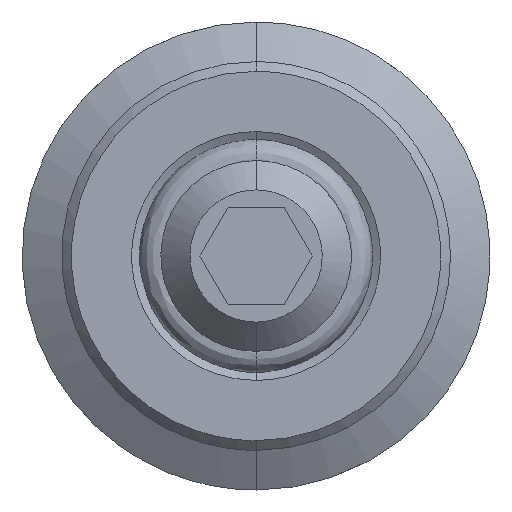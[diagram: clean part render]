
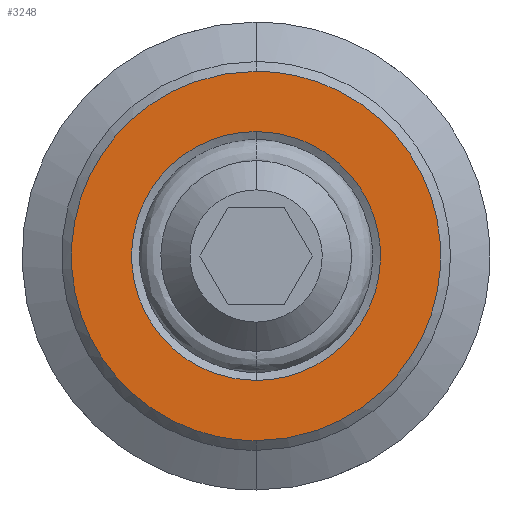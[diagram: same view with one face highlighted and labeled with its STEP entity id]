
A CAD part, front view. The second image highlights one B-rep face of the part: STEP entity #3248.
In plain terms, the highlighted free-form (B-spline) face has degree [1, 1] with [2, 2] control points.
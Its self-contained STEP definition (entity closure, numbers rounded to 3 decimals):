
#8 = CARTESIAN_POINT ( 'NONE',  ( -4.75, 4., -0.624 ) ) ;
#11 = CARTESIAN_POINT ( 'NONE',  ( -0.836, 4., -3.117 ) ) ;
#12 = CARTESIAN_POINT ( 'NONE',  ( 0., 4., -4.75 ) ) ;
#19 = CARTESIAN_POINT ( 'NONE',  ( 0., 4., 3.2 ) ) ;
#24 = CARTESIAN_POINT ( 'NONE',  ( -2.796, 4., -1.613 ) ) ;
#63 = CARTESIAN_POINT ( 'NONE',  ( 0.836, 4., 3.117 ) ) ;
#217 = CARTESIAN_POINT ( 'NONE',  ( -4.15, 4., -2.394 ) ) ;
#235 = CARTESIAN_POINT ( 'NONE',  ( -1.966, 4., -2.56 ) ) ;
#257 = CARTESIAN_POINT ( 'NONE',  ( -1.241, 4., 4.627 ) ) ;
#260 = CARTESIAN_POINT ( 'NONE',  ( -3.117, 4., 0.836 ) ) ;
#338 = B_SPLINE_CURVE_WITH_KNOTS ( 'NONE', 3,
 ( #19, #2306, #63, #1908, #3146, #1336, #1149, #1080, #1575, #900, #841, #1401, #854, #2096, #3130, #1356, #2696, #2109 ),
 .UNSPECIFIED., .F., .F.,
 ( 4, 2, 2, 2, 2, 2, 2, 2, 4 ),
 ( 0., 0.393, 0.785, 1.178, 1.571, 1.963, 2.356, 2.749, 3.142 ),
 .UNSPECIFIED. ) ;
#352 = VERTEX_POINT ( 'NONE', #772 ) ;
#405 = EDGE_LOOP ( 'NONE', ( #2329, #879 ) ) ;
#418 = ORIENTED_EDGE ( 'NONE', *, *, #1189, .T. ) ;
#457 = B_SPLINE_CURVE_WITH_KNOTS ( 'NONE', 3,
 ( #3327, #2259, #257, #2031, #1034, #2287, #1025, #3305, #1531, #8, #1770, #217, #1997, #730, #989, #2782, #3050, #1489 ),
 .UNSPECIFIED., .F., .F.,
 ( 4, 2, 2, 2, 2, 2, 2, 2, 4 ),
 ( 0., 0.393, 0.785, 1.178, 1.571, 1.963, 2.356, 2.749, 3.142 ),
 .UNSPECIFIED. ) ;
#484 = FACE_BOUND ( 'NONE', #1243, .T. ) ;
#512 = CARTESIAN_POINT ( 'NONE',  ( 1.241, 4., 4.627 ) ) ;
#521 = CARTESIAN_POINT ( 'NONE',  ( -1.613, 4., 2.796 ) ) ;
#530 = CARTESIAN_POINT ( 'NONE',  ( -2.56, 4., -1.966 ) ) ;
#531 = CARTESIAN_POINT ( 'NONE',  ( 0.624, 4., 4.75 ) ) ;
#683 = EDGE_CURVE ( 'NONE', #352, #1204, #2331, .T. ) ;
#722 = VERTEX_POINT ( 'NONE', #2277 ) ;
#730 = CARTESIAN_POINT ( 'NONE',  ( -2.918, 4., -3.8 ) ) ;
#744 = CARTESIAN_POINT ( 'NONE',  ( 4.15, 4., 2.394 ) ) ;
#769 = CARTESIAN_POINT ( 'NONE',  ( 3.8, 4., -2.918 ) ) ;
#772 = CARTESIAN_POINT ( 'NONE',  ( 0., 4., -3.2 ) ) ;
#784 = B_SPLINE_SURFACE_WITH_KNOTS ( 'NONE', 1, 1, ( 
 ( #2069, #2595 ),
 ( #1066, #2861 ) ),
 .UNSPECIFIED., .F., .F., .F.,
 ( 2, 2 ),
 ( 2, 2 ),
 ( 0., 1. ),
 ( 0., 1. ),
 .UNSPECIFIED. ) ;
#794 = CARTESIAN_POINT ( 'NONE',  ( -0.42, 4., -3.2 ) ) ;
#841 = CARTESIAN_POINT ( 'NONE',  ( 3.117, 4., -0.836 ) ) ;
#854 = CARTESIAN_POINT ( 'NONE',  ( 2.56, 4., -1.966 ) ) ;
#879 = ORIENTED_EDGE ( 'NONE', *, *, #1380, .T. ) ;
#900 = CARTESIAN_POINT ( 'NONE',  ( 3.2, 4., -0.42 ) ) ;
#989 = CARTESIAN_POINT ( 'NONE',  ( -2.394, 4., -4.15 ) ) ;
#1005 = CARTESIAN_POINT ( 'NONE',  ( -2.796, 4., 1.613 ) ) ;
#1025 = CARTESIAN_POINT ( 'NONE',  ( -4.15, 4., 2.394 ) ) ;
#1034 = CARTESIAN_POINT ( 'NONE',  ( -2.918, 4., 3.8 ) ) ;
#1050 = CARTESIAN_POINT ( 'NONE',  ( -3.2, 4., 0.42 ) ) ;
#1066 = CARTESIAN_POINT ( 'NONE',  ( -4.807, 4., -4.807 ) ) ;
#1080 = CARTESIAN_POINT ( 'NONE',  ( 3.117, 4., 0.836 ) ) ;
#1149 = CARTESIAN_POINT ( 'NONE',  ( 2.796, 4., 1.613 ) ) ;
#1189 = EDGE_CURVE ( 'NONE', #1204, #352, #338, .T. ) ;
#1204 = VERTEX_POINT ( 'NONE', #1827 ) ;
#1243 = EDGE_LOOP ( 'NONE', ( #418, #2906 ) ) ;
#1260 = CARTESIAN_POINT ( 'NONE',  ( -0.836, 4., 3.117 ) ) ;
#1272 = CARTESIAN_POINT ( 'NONE',  ( 4.75, 4., 0.624 ) ) ;
#1336 = CARTESIAN_POINT ( 'NONE',  ( 2.56, 4., 1.966 ) ) ;
#1356 = CARTESIAN_POINT ( 'NONE',  ( 0.836, 4., -3.117 ) ) ;
#1379 = FACE_OUTER_BOUND ( 'NONE', #405, .T. ) ;
#1380 = EDGE_CURVE ( 'NONE', #2336, #722, #2820, .T. ) ;
#1401 = CARTESIAN_POINT ( 'NONE',  ( 2.796, 4., -1.613 ) ) ;
#1489 = CARTESIAN_POINT ( 'NONE',  ( 0., 4., -4.75 ) ) ;
#1511 = CARTESIAN_POINT ( 'NONE',  ( 0., 4., -3.2 ) ) ;
#1531 = CARTESIAN_POINT ( 'NONE',  ( -4.75, 4., 0.624 ) ) ;
#1575 = CARTESIAN_POINT ( 'NONE',  ( 3.2, 4., 0.42 ) ) ;
#1755 = CARTESIAN_POINT ( 'NONE',  ( -2.56, 4., 1.966 ) ) ;
#1770 = CARTESIAN_POINT ( 'NONE',  ( -4.627, 4., -1.241 ) ) ;
#1773 = CARTESIAN_POINT ( 'NONE',  ( 4.75, 4., -0.624 ) ) ;
#1827 = CARTESIAN_POINT ( 'NONE',  ( 0., 4., 3.2 ) ) ;
#1908 = CARTESIAN_POINT ( 'NONE',  ( 1.613, 4., 2.796 ) ) ;
#1997 = CARTESIAN_POINT ( 'NONE',  ( -3.8, 4., -2.918 ) ) ;
#2031 = CARTESIAN_POINT ( 'NONE',  ( -2.394, 4., 4.15 ) ) ;
#2067 = CARTESIAN_POINT ( 'NONE',  ( 0.624, 4., -4.75 ) ) ;
#2069 = CARTESIAN_POINT ( 'NONE',  ( -4.807, 4., 4.807 ) ) ;
#2096 = CARTESIAN_POINT ( 'NONE',  ( 1.966, 4., -2.56 ) ) ;
#2109 = CARTESIAN_POINT ( 'NONE',  ( 0., 4., -3.2 ) ) ;
#2259 = CARTESIAN_POINT ( 'NONE',  ( -0.624, 4., 4.75 ) ) ;
#2277 = CARTESIAN_POINT ( 'NONE',  ( 0., 4., 4.75 ) ) ;
#2278 = CARTESIAN_POINT ( 'NONE',  ( 3.8, 4., 2.918 ) ) ;
#2287 = CARTESIAN_POINT ( 'NONE',  ( -3.8, 4., 2.918 ) ) ;
#2306 = CARTESIAN_POINT ( 'NONE',  ( 0.42, 4., 3.2 ) ) ;
#2329 = ORIENTED_EDGE ( 'NONE', *, *, #2783, .T. ) ;
#2331 = B_SPLINE_CURVE_WITH_KNOTS ( 'NONE', 3,
 ( #1511, #794, #11, #2810, #235, #530, #24, #2555, #2533, #1050, #260, #1005, #1755, #2848, #521, #1260, #2797, #3051 ),
 .UNSPECIFIED., .F., .F.,
 ( 4, 2, 2, 2, 2, 2, 2, 2, 4 ),
 ( 0., 0.393, 0.785, 1.178, 1.571, 1.963, 2.356, 2.749, 3.142 ),
 .UNSPECIFIED. ) ;
#2336 = VERTEX_POINT ( 'NONE', #2931 ) ;
#2533 = CARTESIAN_POINT ( 'NONE',  ( -3.2, 4., -0.42 ) ) ;
#2545 = CARTESIAN_POINT ( 'NONE',  ( 4.15, 4., -2.394 ) ) ;
#2555 = CARTESIAN_POINT ( 'NONE',  ( -3.117, 4., -0.836 ) ) ;
#2557 = CARTESIAN_POINT ( 'NONE',  ( 2.394, 4., -4.15 ) ) ;
#2572 = CARTESIAN_POINT ( 'NONE',  ( 4.627, 4., 1.241 ) ) ;
#2581 = CARTESIAN_POINT ( 'NONE',  ( 2.394, 4., 4.15 ) ) ;
#2595 = CARTESIAN_POINT ( 'NONE',  ( 4.807, 4., 4.807 ) ) ;
#2696 = CARTESIAN_POINT ( 'NONE',  ( 0.42, 4., -3.2 ) ) ;
#2782 = CARTESIAN_POINT ( 'NONE',  ( -1.241, 4., -4.627 ) ) ;
#2783 = EDGE_CURVE ( 'NONE', #722, #2336, #457, .T. ) ;
#2797 = CARTESIAN_POINT ( 'NONE',  ( -0.42, 4., 3.2 ) ) ;
#2810 = CARTESIAN_POINT ( 'NONE',  ( -1.613, 4., -2.796 ) ) ;
#2811 = CARTESIAN_POINT ( 'NONE',  ( 2.918, 4., -3.8 ) ) ;
#2820 = B_SPLINE_CURVE_WITH_KNOTS ( 'NONE', 3,
 ( #12, #2067, #3111, #2557, #2811, #769, #2545, #3075, #1773, #1272, #2572, #744, #2278, #2836, #2581, #512, #531, #3086 ),
 .UNSPECIFIED., .F., .F.,
 ( 4, 2, 2, 2, 2, 2, 2, 2, 4 ),
 ( 0., 0.393, 0.785, 1.178, 1.571, 1.963, 2.356, 2.749, 3.142 ),
 .UNSPECIFIED. ) ;
#2836 = CARTESIAN_POINT ( 'NONE',  ( 2.918, 4., 3.8 ) ) ;
#2848 = CARTESIAN_POINT ( 'NONE',  ( -1.966, 4., 2.56 ) ) ;
#2861 = CARTESIAN_POINT ( 'NONE',  ( 4.807, 4., -4.807 ) ) ;
#2906 = ORIENTED_EDGE ( 'NONE', *, *, #683, .T. ) ;
#2931 = CARTESIAN_POINT ( 'NONE',  ( 0., 4., -4.75 ) ) ;
#3050 = CARTESIAN_POINT ( 'NONE',  ( -0.624, 4., -4.75 ) ) ;
#3051 = CARTESIAN_POINT ( 'NONE',  ( 0., 4., 3.2 ) ) ;
#3075 = CARTESIAN_POINT ( 'NONE',  ( 4.627, 4., -1.241 ) ) ;
#3086 = CARTESIAN_POINT ( 'NONE',  ( 0., 4., 4.75 ) ) ;
#3111 = CARTESIAN_POINT ( 'NONE',  ( 1.241, 4., -4.627 ) ) ;
#3130 = CARTESIAN_POINT ( 'NONE',  ( 1.613, 4., -2.796 ) ) ;
#3146 = CARTESIAN_POINT ( 'NONE',  ( 1.966, 4., 2.56 ) ) ;
#3248 = ADVANCED_FACE ( 'NONE', ( #484, #1379 ), #784, .T. ) ;
#3305 = CARTESIAN_POINT ( 'NONE',  ( -4.627, 4., 1.241 ) ) ;
#3327 = CARTESIAN_POINT ( 'NONE',  ( 0., 4., 4.75 ) ) ;
